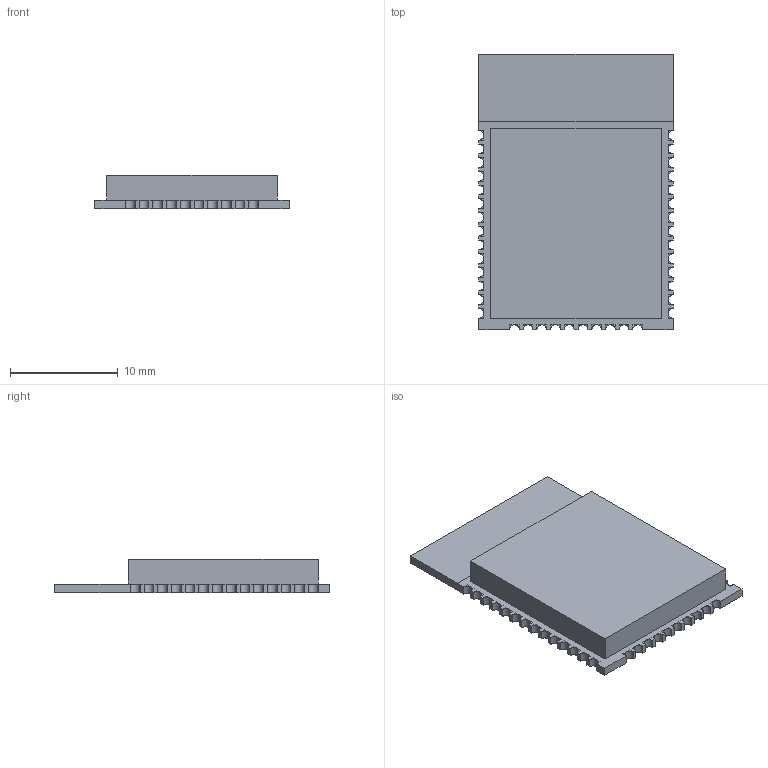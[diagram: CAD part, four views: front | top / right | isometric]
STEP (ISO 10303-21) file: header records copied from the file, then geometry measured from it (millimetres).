
FILE_DESCRIPTION (( 'STEP AP203' ), '1' );
FILE_NAME ('ESP32-WROOM-32D.STEP', '2021-03-23T08:35:27', ( 'Admin' ), ( '' ), 'SwSTEP 2.0', 'SolidWorks 2018', '' );
FILE_SCHEMA (( 'CONFIG_CONTROL_DESIGN' ));
Length unit declared in the file: millimetre
Products named in the file (1): ESP32-WROOM-32D
Bounding box: 18 x 25.5 x 3.1 mm (x, y, z)
Volume: 997.1 mm3; surface area: 1132.7 mm2
Topology: 1 solids, 1 shells, 227 faces, 639 edges, 416 vertices
Faces by surface type: plane 175, cylinder 52
Entity records: 7356 total; most frequent: CARTESIAN_POINT 1283, ORIENTED_EDGE 1278, DIRECTION 1241, EDGE_CURVE 639, VECTOR 493, LINE 493, VERTEX_POINT 416, AXIS2_PLACEMENT_3D 374
